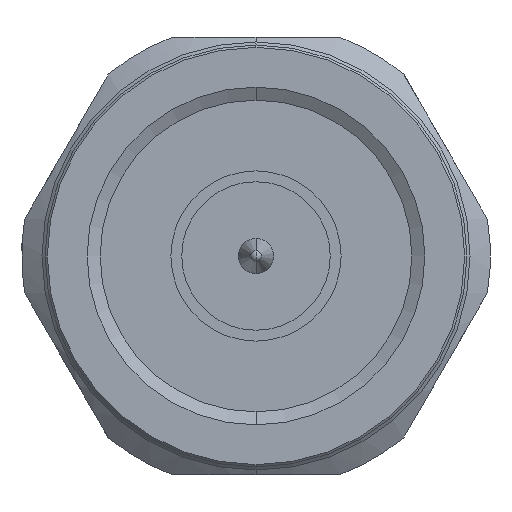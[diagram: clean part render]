
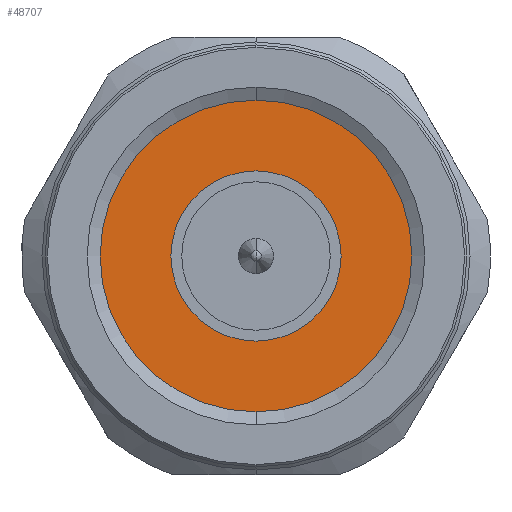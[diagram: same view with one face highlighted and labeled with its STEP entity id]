
A CAD part, left-side view. The second image highlights one B-rep face of the part: STEP entity #48707.
In plain terms, the highlighted planar face has unit normal (-1, 0, 0).
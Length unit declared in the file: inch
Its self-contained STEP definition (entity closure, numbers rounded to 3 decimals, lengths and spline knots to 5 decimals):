
#3731 = CARTESIAN_POINT ( 'NONE',  ( 0.35943, 0., 0.15748 ) ) ;
#7973 = ORIENTED_EDGE ( 'NONE', *, *, #7991, .F. ) ;
#7991 = EDGE_CURVE ( 'NONE', #20977, #90742, #31432, .T. ) ;
#9005 = DIRECTION ( 'NONE',  ( 1., 0., 0. ) ) ;
#9734 = EDGE_CURVE ( 'NONE', #108374, #50284, #27896, .T. ) ;
#13255 = CARTESIAN_POINT ( 'NONE',  ( 0.35943, 0., 0.34395 ) ) ;
#16124 = EDGE_CURVE ( 'NONE', #90742, #20977, #66328, .T. ) ;
#20977 = VERTEX_POINT ( 'NONE', #3731 ) ;
#21333 = DIRECTION ( 'NONE',  ( -1., 0., 0. ) ) ;
#23844 = AXIS2_PLACEMENT_3D ( 'NONE', #70343, #9005, #61736 ) ;
#26569 = AXIS2_PLACEMENT_3D ( 'NONE', #100830, #110549, #41657 ) ;
#27896 = CIRCLE ( 'NONE', #57195, 0.34395 ) ;
#28559 = DIRECTION ( 'NONE',  ( 0., 0., 1. ) ) ;
#31432 = CIRCLE ( 'NONE', #110217, 0.15748 ) ;
#31505 = AXIS2_PLACEMENT_3D ( 'NONE', #90955, #99600, #88269 ) ;
#38512 = DIRECTION ( 'NONE',  ( 0., 0., 1. ) ) ;
#41657 = DIRECTION ( 'NONE',  ( 0., 0., 1. ) ) ;
#48707 = ADVANCED_FACE ( 'NONE', ( #96773, #97904 ), #54236, .F. ) ;
#50284 = VERTEX_POINT ( 'NONE', #13255 ) ;
#54236 = PLANE ( 'NONE',  #23844 ) ;
#54960 = CARTESIAN_POINT ( 'NONE',  ( 0.35943, 0., 0. ) ) ;
#57195 = AXIS2_PLACEMENT_3D ( 'NONE', #54960, #107765, #28559 ) ;
#61736 = DIRECTION ( 'NONE',  ( 0., 0., -1. ) ) ;
#66328 = CIRCLE ( 'NONE', #31505, 0.15748 ) ;
#67660 = ORIENTED_EDGE ( 'NONE', *, *, #78616, .T. ) ;
#70343 = CARTESIAN_POINT ( 'NONE',  ( 0.35943, 0.34395, 0. ) ) ;
#74136 = CIRCLE ( 'NONE', #26569, 0.34395 ) ;
#76419 = EDGE_LOOP ( 'NONE', ( #7973, #109845 ) ) ;
#78532 = CARTESIAN_POINT ( 'NONE',  ( 0.35943, 0., -0.34395 ) ) ;
#78616 = EDGE_CURVE ( 'NONE', #50284, #108374, #74136, .T. ) ;
#88269 = DIRECTION ( 'NONE',  ( 0., 0., 1. ) ) ;
#90018 = CARTESIAN_POINT ( 'NONE',  ( 0.35943, 0., -0.15748 ) ) ;
#90742 = VERTEX_POINT ( 'NONE', #90018 ) ;
#90955 = CARTESIAN_POINT ( 'NONE',  ( 0.35943, 0., 0. ) ) ;
#96773 = FACE_BOUND ( 'NONE', #76419, .T. ) ;
#97904 = FACE_OUTER_BOUND ( 'NONE', #100365, .T. ) ;
#98804 = CARTESIAN_POINT ( 'NONE',  ( 0.35943, 0., 0. ) ) ;
#99600 = DIRECTION ( 'NONE',  ( -1., 0., 0. ) ) ;
#100365 = EDGE_LOOP ( 'NONE', ( #67660, #111368 ) ) ;
#100830 = CARTESIAN_POINT ( 'NONE',  ( 0.35943, 0., 0. ) ) ;
#107765 = DIRECTION ( 'NONE',  ( -1., 0., 0. ) ) ;
#108374 = VERTEX_POINT ( 'NONE', #78532 ) ;
#109845 = ORIENTED_EDGE ( 'NONE', *, *, #16124, .F. ) ;
#110217 = AXIS2_PLACEMENT_3D ( 'NONE', #98804, #21333, #38512 ) ;
#110549 = DIRECTION ( 'NONE',  ( -1., 0., 0. ) ) ;
#111368 = ORIENTED_EDGE ( 'NONE', *, *, #9734, .T. ) ;
